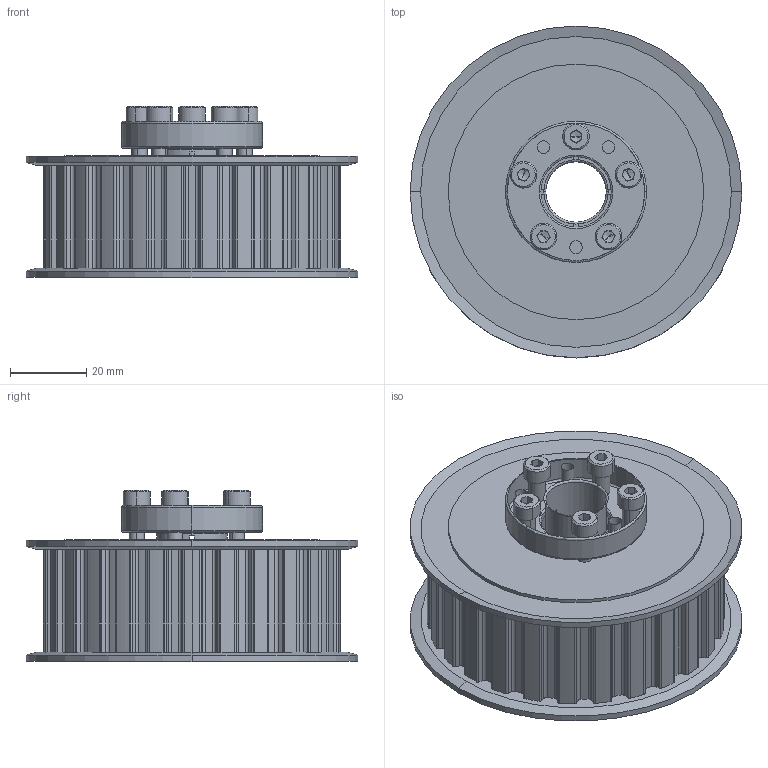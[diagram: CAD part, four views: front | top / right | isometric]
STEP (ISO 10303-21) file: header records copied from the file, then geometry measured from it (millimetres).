
FILE_DESCRIPTION (( 'STEP AP203' ), '1' );
FILE_NAME ('A26-L100-SPBO-0625.step', '2023-08-24T19:04:56', ( '' ), ( '' ), 'SwSTEP 2.0', 'SolidWorks 2021', '' );
FILE_SCHEMA (( 'CONFIG_CONTROL_DESIGN' ));
Length unit declared in the file: millimetre
Products named in the file (1): A26-L100-SPBO-0625
Bounding box: 87 x 87 x 45 mm (x, y, z)
Volume: 148963.7 mm3; surface area: 30554.6 mm2
Topology: 1 solids, 6 shells, 457 faces, 1247 edges, 790 vertices
Faces by surface type: cylinder 244, plane 151, cone 50, torus 12
Entity records: 14637 total; most frequent: DIRECTION 2732, CARTESIAN_POINT 2551, ORIENTED_EDGE 2454, EDGE_CURVE 1227, AXIS2_PLACEMENT_3D 1063, VERTEX_POINT 790, LINE 606, VECTOR 606
